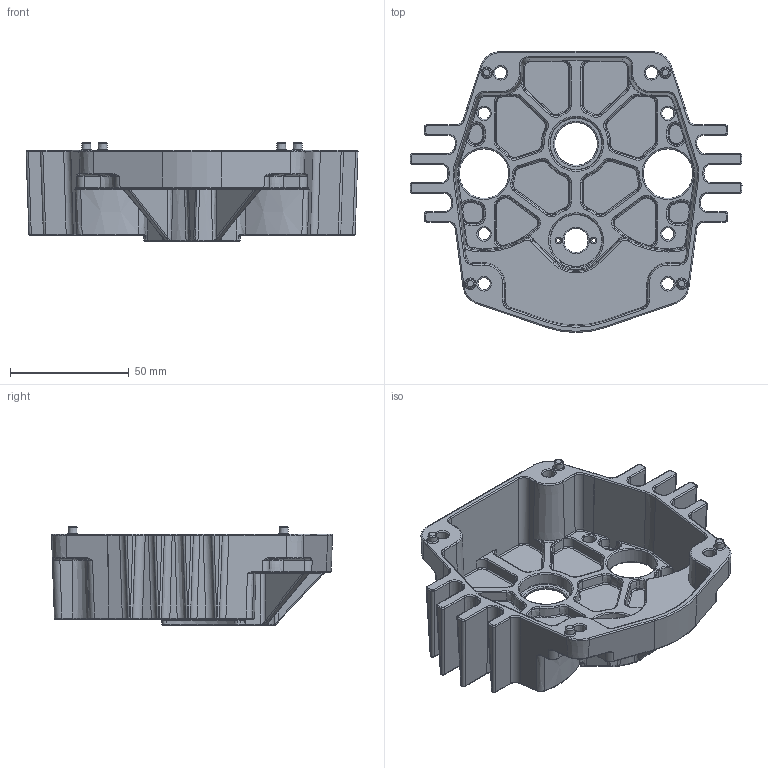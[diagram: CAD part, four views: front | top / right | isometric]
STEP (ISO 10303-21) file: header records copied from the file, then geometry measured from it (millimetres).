
FILE_DESCRIPTION(/* description */ (''),/* implementation_level */ '2;1');
FILE_NAME(/* name */ 'TM Housing.ipt.stp',/* time_stamp */ '2016-01-07T16:38:50-08:00',/* author */ ('PhillipD'),/* organization */ (''),/* preprocessor_version */ 'ST-DEVELOPER v16.1',/* originating_system */ 'Autodesk Inventor 2016',/* authorisation */ '');
FILE_SCHEMA (('AUTOMOTIVE_DESIGN { 1 0 10303 214 3 1 1 }'));
Products named in the file (1): TM Housing
Bounding box: 139.88 x 118.39 x 41.53 mm (x, y, z)
Volume: 87648.6 mm3; surface area: 57615.9 mm2
Topology: 1 solids, 1 shells, 1223 faces, 2888 edges, 1641 vertices
Faces by surface type: bspline 441, cylinder 386, plane 169, torus 140, cone 57, sphere 30
Full cylindrical faces by diameter (mm): 1.778 x2, 5.105 x4, 10.16 x1, 18.034 x1, 20.828 x2, 22.212 x2
Entity records: 51564 total; most frequent: CARTESIAN_POINT 26542, ORIENTED_EDGE 5560, DIRECTION 4787, EDGE_CURVE 2780, AXIS2_PLACEMENT_3D 1968, VERTEX_POINT 1626, EDGE_LOOP 1318, FACE_OUTER_BOUND 1223
